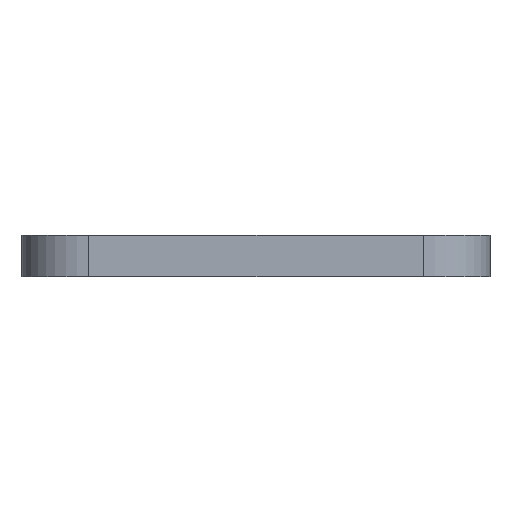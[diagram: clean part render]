
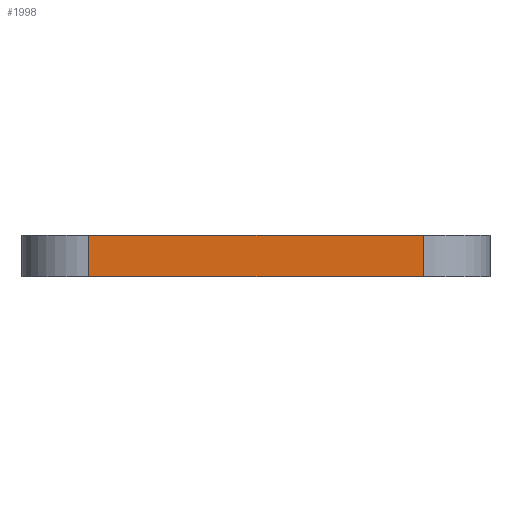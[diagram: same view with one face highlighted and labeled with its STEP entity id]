
A CAD part, left-side view. The second image highlights one B-rep face of the part: STEP entity #1998.
In plain terms, the highlighted planar face has unit normal (-1, 0, 0).
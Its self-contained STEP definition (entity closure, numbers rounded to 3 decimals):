
#151 = PLANE ( 'NONE',  #204 ) ;
#204 = AXIS2_PLACEMENT_3D ( 'NONE', #1579, #1593, #1961 ) ;
#255 = CARTESIAN_POINT ( 'NONE',  ( 0., 2.54, 0. ) ) ;
#317 = CARTESIAN_POINT ( 'NONE',  ( 0., 2.54, 0. ) ) ;
#387 = ORIENTED_EDGE ( 'NONE', *, *, #1342, .T. ) ;
#603 = LINE ( 'NONE', #255, #1286 ) ;
#704 = EDGE_CURVE ( 'NONE', #992, #1181, #2186, .T. ) ;
#751 = VECTOR ( 'NONE', #1368, 1000. ) ;
#752 = CARTESIAN_POINT ( 'NONE',  ( 0., 15.24, 1.57 ) ) ;
#776 = DIRECTION ( 'NONE',  ( 0., 0., 1. ) ) ;
#791 = VECTOR ( 'NONE', #1349, 1000. ) ;
#936 = ORIENTED_EDGE ( 'NONE', *, *, #1776, .F. ) ;
#937 = VECTOR ( 'NONE', #776, 1000. ) ;
#966 = LINE ( 'NONE', #1690, #791 ) ;
#992 = VERTEX_POINT ( 'NONE', #2076 ) ;
#1034 = VERTEX_POINT ( 'NONE', #2092 ) ;
#1049 = CARTESIAN_POINT ( 'NONE',  ( 0., 15.24, 0. ) ) ;
#1067 = EDGE_CURVE ( 'NONE', #992, #1587, #2244, .T. ) ;
#1181 = VERTEX_POINT ( 'NONE', #752 ) ;
#1286 = VECTOR ( 'NONE', #1516, 1000. ) ;
#1325 = CARTESIAN_POINT ( 'NONE',  ( 0., 15.24, 0. ) ) ;
#1342 = EDGE_CURVE ( 'NONE', #1587, #1034, #603, .T. ) ;
#1349 = DIRECTION ( 'NONE',  ( 0., -1., 0. ) ) ;
#1368 = DIRECTION ( 'NONE',  ( 0., -1., 0. ) ) ;
#1513 = ORIENTED_EDGE ( 'NONE', *, *, #1067, .T. ) ;
#1516 = DIRECTION ( 'NONE',  ( 0., 0., 1. ) ) ;
#1579 = CARTESIAN_POINT ( 'NONE',  ( 0., 15.24, 0. ) ) ;
#1580 = ORIENTED_EDGE ( 'NONE', *, *, #704, .F. ) ;
#1587 = VERTEX_POINT ( 'NONE', #317 ) ;
#1593 = DIRECTION ( 'NONE',  ( -1., 0., 0. ) ) ;
#1690 = CARTESIAN_POINT ( 'NONE',  ( 0., 15.24, 1.57 ) ) ;
#1747 = FACE_OUTER_BOUND ( 'NONE', #1844, .T. ) ;
#1776 = EDGE_CURVE ( 'NONE', #1181, #1034, #966, .T. ) ;
#1844 = EDGE_LOOP ( 'NONE', ( #1513, #387, #936, #1580 ) ) ;
#1961 = DIRECTION ( 'NONE',  ( 0., 0., 1. ) ) ;
#1998 = ADVANCED_FACE ( 'NONE', ( #1747 ), #151, .T. ) ;
#2076 = CARTESIAN_POINT ( 'NONE',  ( 0., 15.24, 0. ) ) ;
#2092 = CARTESIAN_POINT ( 'NONE',  ( 0., 2.54, 1.57 ) ) ;
#2186 = LINE ( 'NONE', #1325, #937 ) ;
#2244 = LINE ( 'NONE', #1049, #751 ) ;
